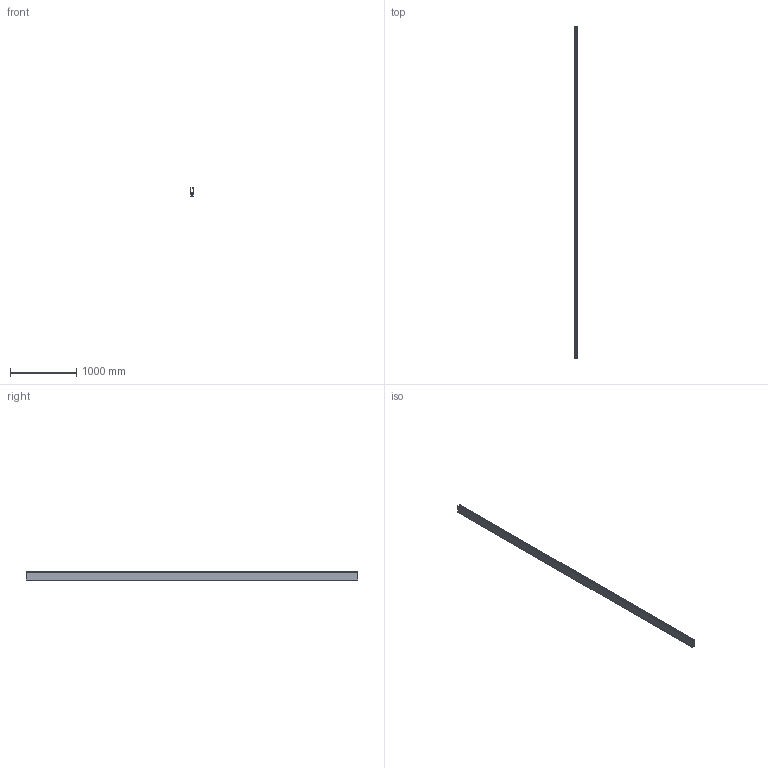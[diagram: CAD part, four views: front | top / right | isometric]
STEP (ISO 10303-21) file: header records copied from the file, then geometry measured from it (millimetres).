
FILE_DESCRIPTION (( 'STEP AP214' ), '1' );
FILE_NAME ('AL_0004-5000-S-E.STEP', '2021-08-25T11:49:12', ( '' ), ( '' ), 'SwSTEP 2.0', 'SolidWorks 2019', '' );
FILE_SCHEMA (( 'AUTOMOTIVE_DESIGN' ));
Length unit declared in the file: millimetre
Products named in the file (1): AL_0004-5000-S-E
Bounding box: 45 x 5000 x 120.52 mm (x, y, z)
Volume: 10494755.2 mm3; surface area: 2803527 mm2
Topology: 1 solids, 1 shells, 201 faces, 622 edges, 398 vertices
Faces by surface type: cylinder 108, cone 50, plane 43
Entity records: 8416 total; most frequent: CARTESIAN_POINT 2572, DIRECTION 1292, ORIENTED_EDGE 1244, EDGE_CURVE 622, AXIS2_PLACEMENT_3D 518, VERTEX_POINT 398, CIRCLE 316, LINE 256
